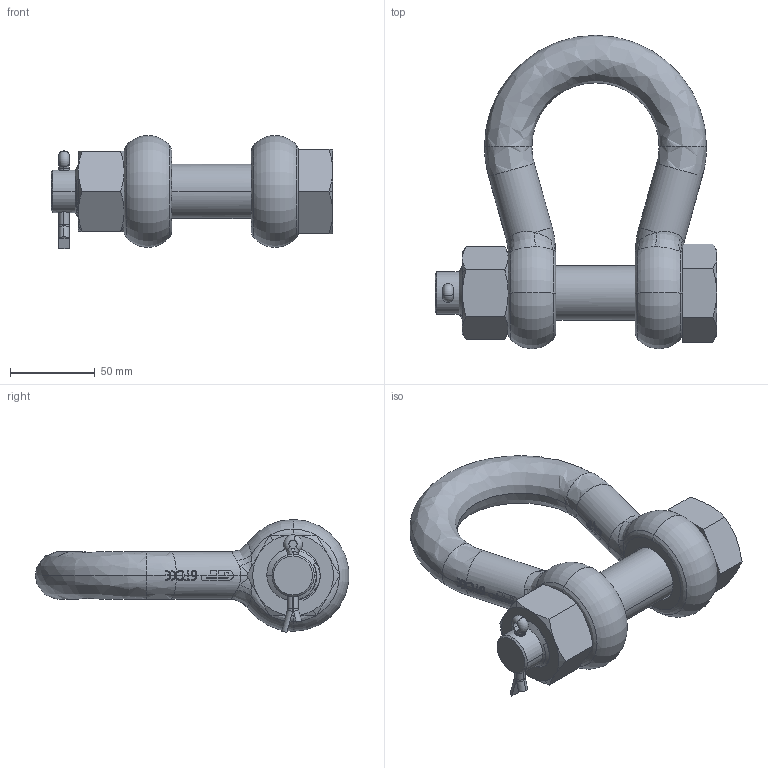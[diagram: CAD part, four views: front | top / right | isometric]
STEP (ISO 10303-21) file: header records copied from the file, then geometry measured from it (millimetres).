
FILE_DESCRIPTION(('STEP AP214'),'1');
FILE_NAME('gpghmb28.stp','2017-03-31T06:01:37',('TraceParts'),('TraceParts S.A.'),'Spatial InterOp 3D',' ',' ');
FILE_SCHEMA(('automotive_design'));
Length unit declared in the file: millimetre
Products named in the file (4): gpghmb28_1; gpghmb28_2; gpghmb28_3; gpghmb28_4
Bounding box: 166 x 184.76 x 66.69 mm (x, y, z)
Volume: 475338.8 mm3; surface area: 83905.3 mm2
Topology: 4 solids, 4 shells, 735 faces, 2032 edges, 1318 vertices
Faces by surface type: bspline 313, plane 251, cylinder 133, cone 28, torus 10
Entity records: 39633 total; most frequent: CARTESIAN_POINT 23742, ORIENTED_EDGE 4048, DIRECTION 2117, EDGE_CURVE 2024, VERTEX_POINT 1318, LINE 895, VECTOR 895, B_SPLINE_CURVE_WITH_KNOTS 780
